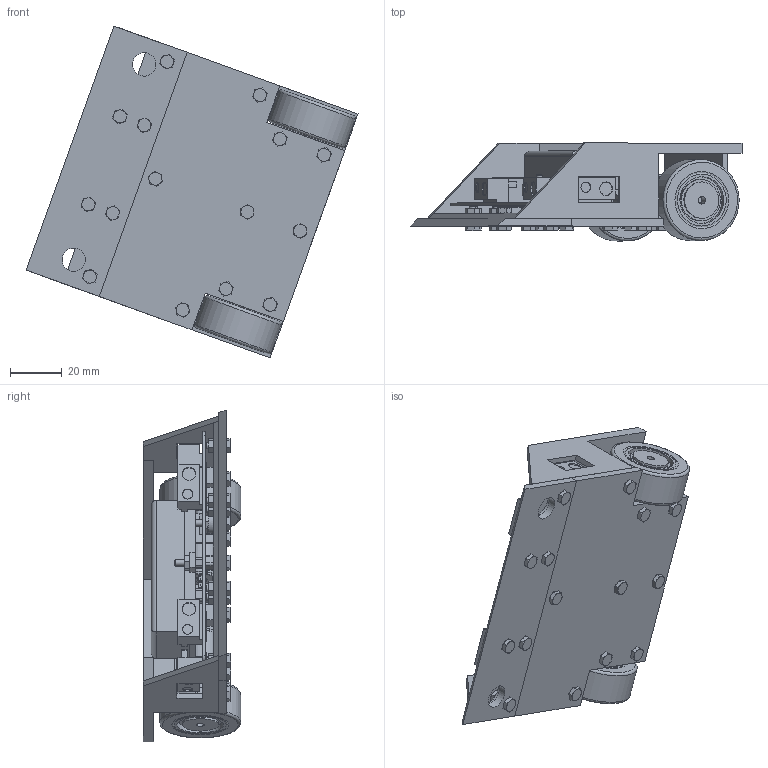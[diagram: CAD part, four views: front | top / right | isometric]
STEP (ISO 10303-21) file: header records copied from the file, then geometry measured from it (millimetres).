
FILE_DESCRIPTION(/* description */ (''),/* implementation_level */ '2;1');
FILE_NAME(/* name */ '4. ALL_bez_Front.stp',/* time_stamp */ '2016-11-21T09:34:53-08:00',/* author */ ('Shichi'),/* organization */ (''),/* preprocessor_version */ 'ST-DEVELOPER v16.5',/* originating_system */ 'Autodesk Inventor 2017',/* authorisation */ '');
FILE_SCHEMA (('AUTOMOTIVE_DESIGN { 1 0 10303 214 3 1 1 }'));
Products named in the file (31): 4. ALL_bez_Front; PCB_2; 3. P+K+O+PCB+Bateria; 2. P+K+O+PCB; Podstawa+Kola+Obudowa; Podstawa_zlozona+Sruby; Podstawa_zlozona; Podstawa; Podstawa_1; Ostrze; AS 1110 - M2,5 x 8; AS 1110 - M2,5 x 12; AS 1110 - M2,5 x 20; AS 1110 - M2,5 x 25; Podstawa+silnik; Kolo+Opona; Opona; Kolo; POLOLU+mocowanie; Mounting_bracket; motor; obudowa; PCB + czujniki; PCB; czujnik; Bateria+Podkladka; Bateria_Podkladka; Bateria; Podkladka_2mm; Podkladka; AS 1112 - M2,5  Type 5
Assembly tree (68 placements, depth 7):
  4. ALL_bez_Front
    PCB_2
    3. P+K+O+PCB+Bateria
      2. P+K+O+PCB
        Podstawa+Kola+Obudowa
          Podstawa_zlozona+Sruby
            Podstawa_zlozona
              Podstawa
              Podstawa_1
              Ostrze
            AS 1110 - M2,5 x 12  x6
            AS 1110 - M2,5 x 8  x6
            AS 1112 - M2,5  Type 5  x6
            AS 1110 - M2,5 x 20
            AS 1110 - M2,5 x 25  x2
          Podstawa+silnik  x2
            Kolo+Opona
              Opona
              Kolo
            POLOLU+mocowanie
              Mounting_bracket
              motor
          obudowa
          AS 1112 - M2,5  Type 5  x4
          Podkladka  x2
        PCB + czujniki
          PCB
          czujnik  x4
        Podkladka  x2
        AS 1112 - M2,5  Type 5  x2
      Bateria+Podkladka
        Bateria_Podkladka
        Bateria
      AS 1112 - M2,5  Type 5
    Podkladka_2mm  x6
    Podkladka
    AS 1112 - M2,5  Type 5  x2
Bounding box: 127.95 x 37.6 x 127.95 mm (x, y, z)
Volume: 122479.4 mm3; surface area: 101281.3 mm2
Topology: 61 solids, 61 shells, 1761 faces, 4159 edges, 2596 vertices
Faces by surface type: plane 1018, cylinder 336, cone 319, bspline 52, torus 36
Full cylindrical faces by diameter (mm): 2 x10, 2.013 x15, 2.5 x68, 3 x2, 3.9 x2, 4 x6, 5 x17, 5.21 x4, 9 x2, 12 x2, 14 x2, 16 x2, 18 x4, 20 x2, 22 x2, 31.2 x2
Entity records: 23688 total; most frequent: CARTESIAN_POINT 5644, DIRECTION 3502, ORIENTED_EDGE 3396, EDGE_CURVE 1698, AXIS2_PLACEMENT_3D 1206, VERTEX_POINT 1137, LINE 1090, VECTOR 1090
